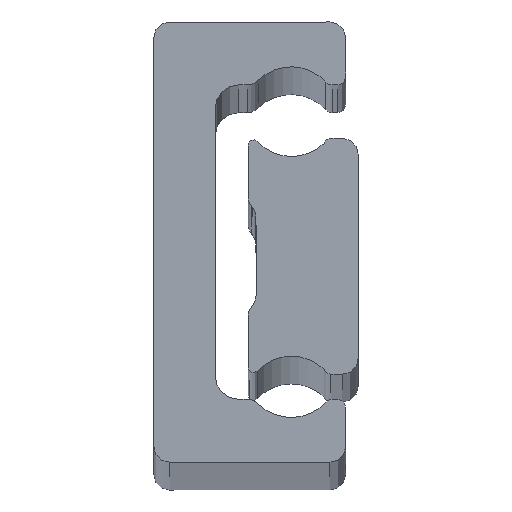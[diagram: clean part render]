
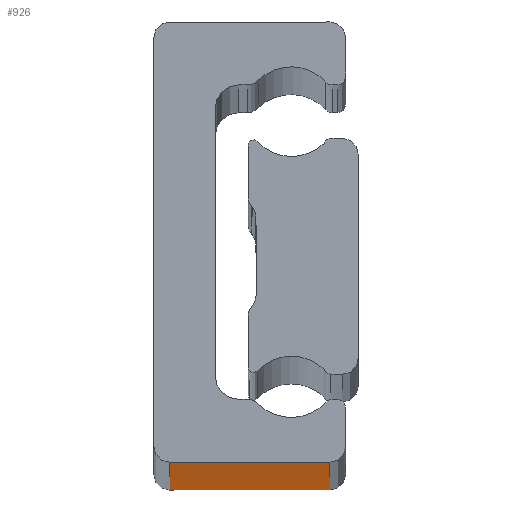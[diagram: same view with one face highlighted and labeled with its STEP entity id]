
A CAD part, top view. The second image highlights one B-rep face of the part: STEP entity #926.
In plain terms, the highlighted planar face has unit normal (0, -1, 0).
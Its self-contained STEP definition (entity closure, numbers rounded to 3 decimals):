
#172 = VERTEX_POINT ( 'NONE', #2736 ) ;
#265 = VERTEX_POINT ( 'NONE', #291 ) ;
#291 = CARTESIAN_POINT ( 'NONE',  ( 11.2, -14., -1010. ) ) ;
#303 = VERTEX_POINT ( 'NONE', #1247 ) ;
#417 = LINE ( 'NONE', #1352, #2181 ) ;
#655 = VECTOR ( 'NONE', #2653, 1000. ) ;
#882 = CARTESIAN_POINT ( 'NONE',  ( 11.2, -14., 0. ) ) ;
#891 = EDGE_CURVE ( 'NONE', #303, #172, #1620, .T. ) ;
#926 = ADVANCED_FACE ( 'NONE', ( #5355 ), #2379, .T. ) ;
#1126 = DIRECTION ( 'NONE',  ( 1., 0., 0. ) ) ;
#1216 = EDGE_CURVE ( 'NONE', #265, #1755, #1892, .T. ) ;
#1247 = CARTESIAN_POINT ( 'NONE',  ( 1., -14., -1010. ) ) ;
#1352 = CARTESIAN_POINT ( 'NONE',  ( 1., -14., -1010. ) ) ;
#1354 = AXIS2_PLACEMENT_3D ( 'NONE', #4913, #4429, #5379 ) ;
#1532 = LINE ( 'NONE', #4068, #4642 ) ;
#1620 = LINE ( 'NONE', #2428, #3349 ) ;
#1688 = ORIENTED_EDGE ( 'NONE', *, *, #2779, .T. ) ;
#1755 = VERTEX_POINT ( 'NONE', #882 ) ;
#1830 = ORIENTED_EDGE ( 'NONE', *, *, #5364, .F. ) ;
#1839 = CARTESIAN_POINT ( 'NONE',  ( 11.2, -14., -1010. ) ) ;
#1892 = LINE ( 'NONE', #1839, #655 ) ;
#2181 = VECTOR ( 'NONE', #3775, 1000. ) ;
#2298 = ORIENTED_EDGE ( 'NONE', *, *, #1216, .T. ) ;
#2379 = PLANE ( 'NONE',  #1354 ) ;
#2428 = CARTESIAN_POINT ( 'NONE',  ( 1., -14., -1010. ) ) ;
#2653 = DIRECTION ( 'NONE',  ( 0., 0., 1. ) ) ;
#2736 = CARTESIAN_POINT ( 'NONE',  ( 1., -14., 0. ) ) ;
#2779 = EDGE_CURVE ( 'NONE', #303, #265, #417, .T. ) ;
#3290 = ORIENTED_EDGE ( 'NONE', *, *, #891, .F. ) ;
#3349 = VECTOR ( 'NONE', #4020, 1000. ) ;
#3775 = DIRECTION ( 'NONE',  ( 1., 0., 0. ) ) ;
#4020 = DIRECTION ( 'NONE',  ( 0., 0., 1. ) ) ;
#4068 = CARTESIAN_POINT ( 'NONE',  ( 1., -14., 0. ) ) ;
#4429 = DIRECTION ( 'NONE',  ( 0., -1., 0. ) ) ;
#4642 = VECTOR ( 'NONE', #1126, 1000. ) ;
#4807 = EDGE_LOOP ( 'NONE', ( #1830, #3290, #1688, #2298 ) ) ;
#4913 = CARTESIAN_POINT ( 'NONE',  ( 1., -14., -1010. ) ) ;
#5355 = FACE_OUTER_BOUND ( 'NONE', #4807, .T. ) ;
#5364 = EDGE_CURVE ( 'NONE', #172, #1755, #1532, .T. ) ;
#5379 = DIRECTION ( 'NONE',  ( 1., 0., 0. ) ) ;
